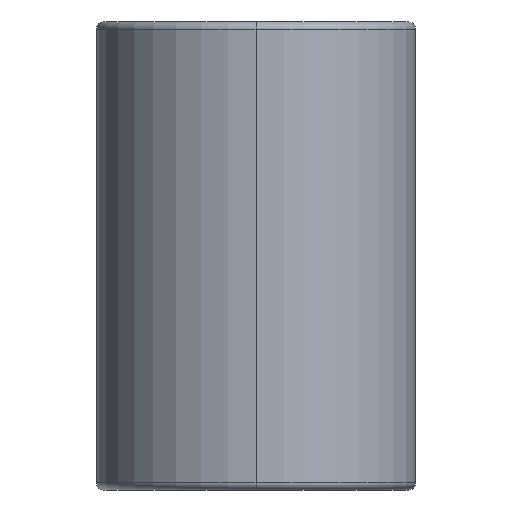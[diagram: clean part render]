
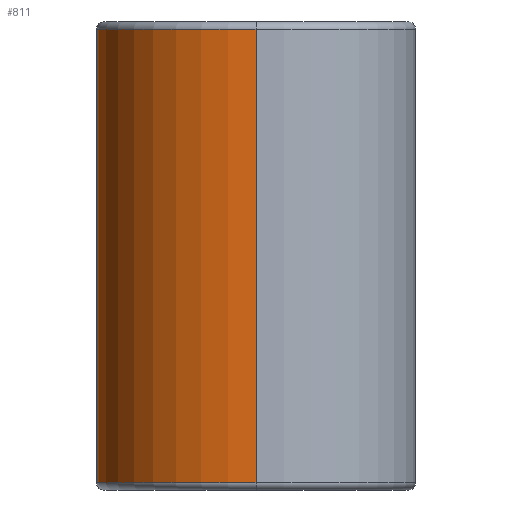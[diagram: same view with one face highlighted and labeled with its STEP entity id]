
A CAD part, left-side view. The second image highlights one B-rep face of the part: STEP entity #811.
In plain terms, the highlighted cylindrical face has radius 4.3 mm (diameter 8.6 mm), a partial arc.
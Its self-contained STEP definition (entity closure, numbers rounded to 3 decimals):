
#27 = CARTESIAN_POINT ( 'NONE',  ( -12.8, 4.3, 12.4 ) ) ;
#64 = DIRECTION ( 'NONE',  ( 0., 0., 1. ) ) ;
#312 = VERTEX_POINT ( 'NONE', #1872 ) ;
#451 = LINE ( 'NONE', #2641, #2686 ) ;
#482 = CARTESIAN_POINT ( 'NONE',  ( -12.8, 4.3, 12.6 ) ) ;
#554 = EDGE_CURVE ( 'NONE', #312, #3373, #1250, .T. ) ;
#811 = ADVANCED_FACE ( 'NONE', ( #3322 ), #3115, .T. ) ;
#955 = CIRCLE ( 'NONE', #2123, 4.3 ) ;
#1124 = EDGE_CURVE ( 'NONE', #312, #1685, #1879, .T. ) ;
#1162 = AXIS2_PLACEMENT_3D ( 'NONE', #1440, #2602, #1261 ) ;
#1250 = LINE ( 'NONE', #482, #3068 ) ;
#1261 = DIRECTION ( 'NONE',  ( -1., 0., 0. ) ) ;
#1265 = CARTESIAN_POINT ( 'NONE',  ( -17.1, 0., 0.2 ) ) ;
#1321 = EDGE_CURVE ( 'NONE', #2663, #1685, #451, .T. ) ;
#1440 = CARTESIAN_POINT ( 'NONE',  ( -12.8, 0., 12.6 ) ) ;
#1520 = DIRECTION ( 'NONE',  ( 0., 0., -1. ) ) ;
#1547 = DIRECTION ( 'NONE',  ( 0., 0., 1. ) ) ;
#1685 = VERTEX_POINT ( 'NONE', #1265 ) ;
#1686 = CARTESIAN_POINT ( 'NONE',  ( -12.8, 0., 12.4 ) ) ;
#1824 = ORIENTED_EDGE ( 'NONE', *, *, #2625, .T. ) ;
#1872 = CARTESIAN_POINT ( 'NONE',  ( -12.8, 4.3, 0.2 ) ) ;
#1879 = CIRCLE ( 'NONE', #2321, 4.3 ) ;
#1963 = EDGE_LOOP ( 'NONE', ( #2939, #3119, #2969, #1824 ) ) ;
#2023 = CARTESIAN_POINT ( 'NONE',  ( -17.1, 0., 12.4 ) ) ;
#2123 = AXIS2_PLACEMENT_3D ( 'NONE', #1686, #2226, #2772 ) ;
#2226 = DIRECTION ( 'NONE',  ( 0., 0., -1. ) ) ;
#2321 = AXIS2_PLACEMENT_3D ( 'NONE', #2984, #64, #2725 ) ;
#2602 = DIRECTION ( 'NONE',  ( 0., 0., -1. ) ) ;
#2625 = EDGE_CURVE ( 'NONE', #2663, #3373, #955, .T. ) ;
#2641 = CARTESIAN_POINT ( 'NONE',  ( -17.1, 0., 12.6 ) ) ;
#2663 = VERTEX_POINT ( 'NONE', #2023 ) ;
#2686 = VECTOR ( 'NONE', #1520, 1000. ) ;
#2725 = DIRECTION ( 'NONE',  ( 1., 0., 0. ) ) ;
#2772 = DIRECTION ( 'NONE',  ( 1., 0., 0. ) ) ;
#2939 = ORIENTED_EDGE ( 'NONE', *, *, #554, .F. ) ;
#2969 = ORIENTED_EDGE ( 'NONE', *, *, #1321, .F. ) ;
#2984 = CARTESIAN_POINT ( 'NONE',  ( -12.8, 0., 0.2 ) ) ;
#3068 = VECTOR ( 'NONE', #1547, 1000. ) ;
#3115 = CYLINDRICAL_SURFACE ( 'NONE', #1162, 4.3 ) ;
#3119 = ORIENTED_EDGE ( 'NONE', *, *, #1124, .T. ) ;
#3322 = FACE_OUTER_BOUND ( 'NONE', #1963, .T. ) ;
#3373 = VERTEX_POINT ( 'NONE', #27 ) ;
